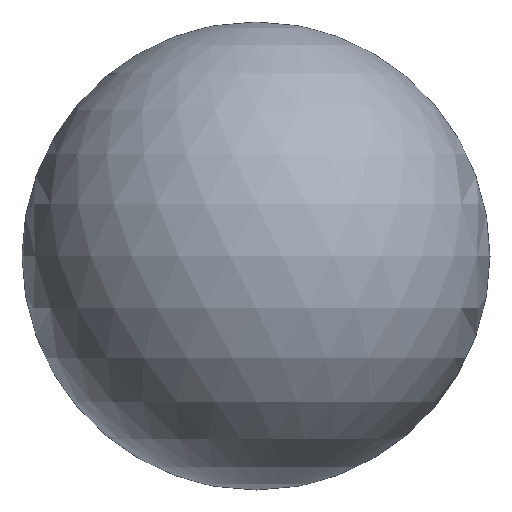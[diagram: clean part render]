
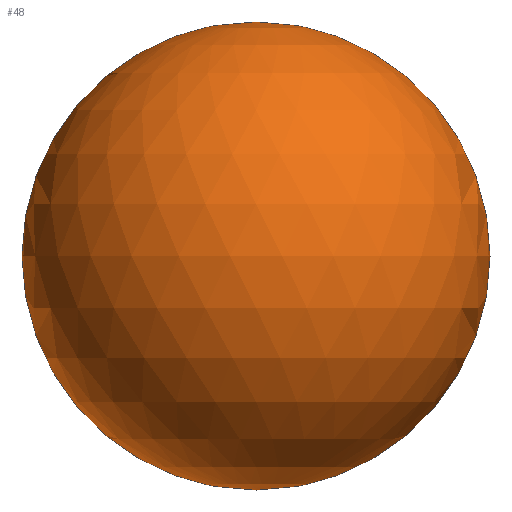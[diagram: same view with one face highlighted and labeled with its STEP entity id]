
A CAD part, front view. The second image highlights one B-rep face of the part: STEP entity #48.
In plain terms, the highlighted spherical face has radius 5 mm.
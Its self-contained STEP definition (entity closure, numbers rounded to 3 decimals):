
#48=ADVANCED_FACE('',(#53),#54,.T.);
#53=FACE_OUTER_BOUND('',#59,.T.);
#54=SPHERICAL_SURFACE('',#60,5.0);
#59=EDGE_LOOP('',(#70,#71));
#60=AXIS2_PLACEMENT_3D('',#72,#73,#74);
#70=ORIENTED_EDGE('',*,*,#79,.T.);
#71=ORIENTED_EDGE('',*,*,#80,.T.);
#72=CARTESIAN_POINT('',(0.0,0.0,0.0));
#73=DIRECTION('',(0.0,0.0,1.0));
#74=DIRECTION('',(1.0,0.0,0.0));
#79=EDGE_CURVE('',#91,#92,#93,.T.);
#80=EDGE_CURVE('',#92,#91,#94,.T.);
#91=VERTEX_POINT('',#97);
#92=VERTEX_POINT('',#98);
#93=CIRCLE('',#99,5.0);
#94=CIRCLE('',#100,5.0);
#97=CARTESIAN_POINT('',(0.,0.,-5.0));
#98=CARTESIAN_POINT('',(0.0,0.0,5.0));
#99=AXIS2_PLACEMENT_3D('',#105,#106,#107);
#100=AXIS2_PLACEMENT_3D('',#108,#109,#110);
#105=CARTESIAN_POINT('',(0.0,0.0,0.0));
#106=DIRECTION('',(0.,-1.0,0.0));
#107=DIRECTION('',(0.0,0.0,1.0));
#108=CARTESIAN_POINT('',(0.0,0.0,0.0));
#109=DIRECTION('',(0.,-1.0,0.0));
#110=DIRECTION('',(0.0,0.0,1.0));
